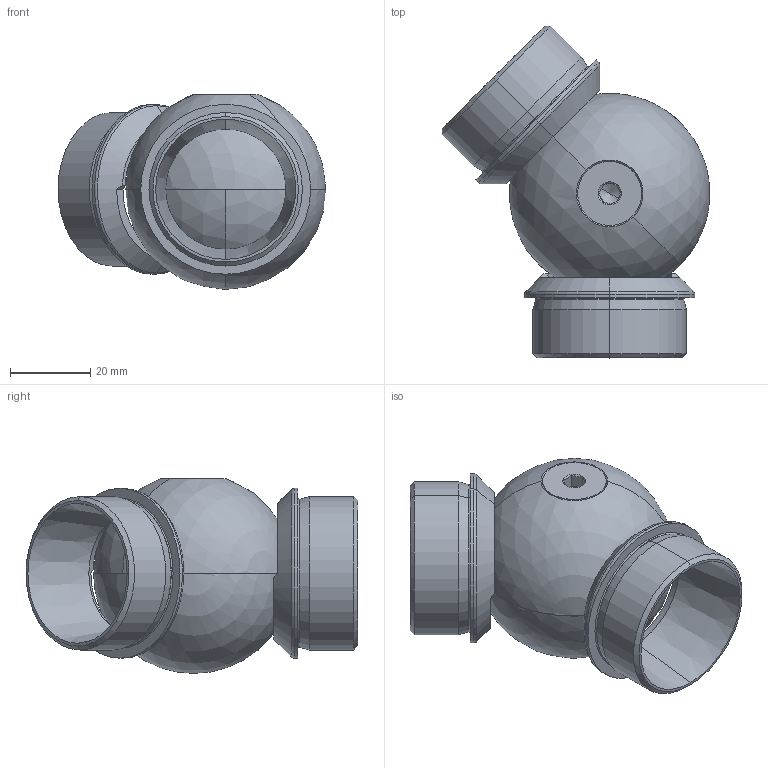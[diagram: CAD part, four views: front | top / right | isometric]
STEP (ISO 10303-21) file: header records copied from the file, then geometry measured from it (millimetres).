
FILE_DESCRIPTION (( 'STEP AP203' ), '1' );
FILE_NAME ('A7_42-55-B.STEP', '2019-01-30T08:59:26', ( '' ), ( '' ), 'SwSTEP 2.0', 'SolidWorks 2018', '' );
FILE_SCHEMA (( 'CONFIG_CONTROL_DESIGN' ));
Length unit declared in the file: millimetre
Products named in the file (8): A7_42-55-B.P4; A7_42-55-B.P3; A7_42-55-B.A1_skupina; A7_42-55-B.P1; A7_42-55-B.A2_skupina; A7_42-55-B.P2; A7_42-55-B; skrutka DIN 7991_M8x40_A2-70
Assembly tree (8 placements, depth 3):
  A7_42-55-B
    A7_42-55-B.A1_skupina
      A7_42-55-B.P1
      A7_42-55-B.P2
      A7_42-55-B.P3
    A7_42-55-B.A2_skupina
      A7_42-55-B.P1
      A7_42-55-B.P4
    skrutka DIN 7991_M8x40_A2-70
Bounding box: 66.83 x 82.83 x 48.64 mm (x, y, z)
Volume: 32211.1 mm3; surface area: 28856.4 mm2
Topology: 6 solids, 6 shells, 109 faces, 246 edges, 144 vertices
Faces by surface type: plane 36, cone 35, cylinder 18, torus 12, sphere 8
Entity records: 3159 total; most frequent: DIRECTION 449, CARTESIAN_POINT 447, ORIENTED_EDGE 346, AXIS2_PLACEMENT_3D 191, EDGE_CURVE 173, VERTEX_POINT 103, CIRCLE 95, EDGE_LOOP 92
